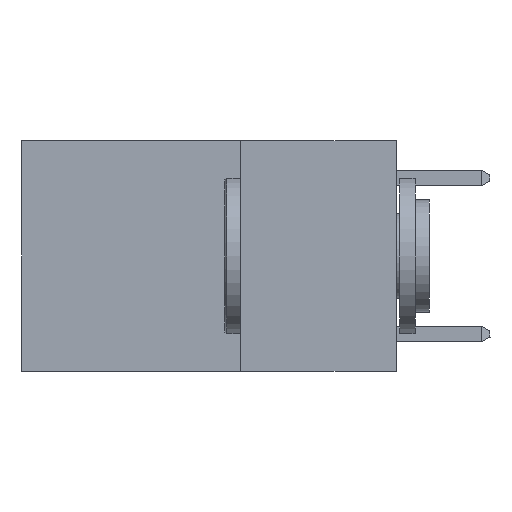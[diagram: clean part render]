
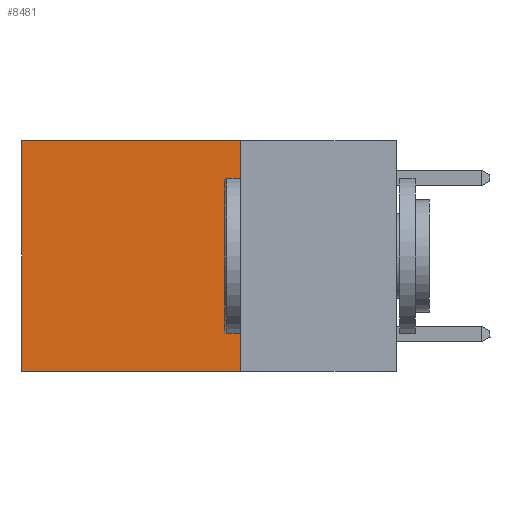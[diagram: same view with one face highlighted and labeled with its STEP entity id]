
A CAD part, left-side view. The second image highlights one B-rep face of the part: STEP entity #8481.
In plain terms, the highlighted planar face has unit normal (-1, 0, 0).
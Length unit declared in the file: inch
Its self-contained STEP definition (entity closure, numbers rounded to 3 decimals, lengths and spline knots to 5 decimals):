
#268 = VECTOR ( 'NONE', #7459, 39.37008 ) ;
#536 = AXIS2_PLACEMENT_3D ( 'NONE', #9300, #3829, #5127 ) ;
#1543 = CARTESIAN_POINT ( 'NONE',  ( 0.2625, 0.25, 0. ) ) ;
#1571 = CARTESIAN_POINT ( 'NONE',  ( 0.2625, 0.6, 0. ) ) ;
#1847 = CARTESIAN_POINT ( 'NONE',  ( 0.2625, 0.6, 0. ) ) ;
#2162 = CARTESIAN_POINT ( 'NONE',  ( 0.2625, 0.25, -0.37 ) ) ;
#2580 = VERTEX_POINT ( 'NONE', #15846 ) ;
#3073 = LINE ( 'NONE', #4119, #12071 ) ;
#3120 = VERTEX_POINT ( 'NONE', #13189 ) ;
#3401 = EDGE_LOOP ( 'NONE', ( #12127, #12147, #10224, #10442 ) ) ;
#3829 = DIRECTION ( 'NONE',  ( 1., 0., 0. ) ) ;
#3995 = FACE_OUTER_BOUND ( 'NONE', #3401, .T. ) ;
#4119 = CARTESIAN_POINT ( 'NONE',  ( 0.2625, 0.25, 0. ) ) ;
#5127 = DIRECTION ( 'NONE',  ( 0., 0., -1. ) ) ;
#7211 = VECTOR ( 'NONE', #13535, 39.37008 ) ;
#7459 = DIRECTION ( 'NONE',  ( 0., 1., 0. ) ) ;
#7704 = EDGE_CURVE ( 'NONE', #16263, #14095, #16233, .T. ) ;
#8481 = ADVANCED_FACE ( 'NONE', ( #3995 ), #10429, .F. ) ;
#8627 = EDGE_CURVE ( 'NONE', #2580, #16263, #11189, .T. ) ;
#9014 = CARTESIAN_POINT ( 'NONE',  ( 0.2625, 0.6, -0.37 ) ) ;
#9300 = CARTESIAN_POINT ( 'NONE',  ( 0.2625, 0.25, 0. ) ) ;
#10224 = ORIENTED_EDGE ( 'NONE', *, *, #13045, .F. ) ;
#10429 = PLANE ( 'NONE',  #536 ) ;
#10442 = ORIENTED_EDGE ( 'NONE', *, *, #8627, .T. ) ;
#11189 = LINE ( 'NONE', #1543, #7211 ) ;
#11313 = DIRECTION ( 'NONE',  ( 0., 0., -1. ) ) ;
#12071 = VECTOR ( 'NONE', #13499, 39.37008 ) ;
#12127 = ORIENTED_EDGE ( 'NONE', *, *, #7704, .T. ) ;
#12147 = ORIENTED_EDGE ( 'NONE', *, *, #17065, .F. ) ;
#13045 = EDGE_CURVE ( 'NONE', #2580, #3120, #3073, .T. ) ;
#13189 = CARTESIAN_POINT ( 'NONE',  ( 0.2625, 0.25, -0.37 ) ) ;
#13499 = DIRECTION ( 'NONE',  ( 0., 0., -1. ) ) ;
#13535 = DIRECTION ( 'NONE',  ( 0., 1., 0. ) ) ;
#14095 = VERTEX_POINT ( 'NONE', #9014 ) ;
#15133 = VECTOR ( 'NONE', #11313, 39.37008 ) ;
#15427 = LINE ( 'NONE', #2162, #268 ) ;
#15846 = CARTESIAN_POINT ( 'NONE',  ( 0.2625, 0.25, 0. ) ) ;
#16233 = LINE ( 'NONE', #1847, #15133 ) ;
#16263 = VERTEX_POINT ( 'NONE', #1571 ) ;
#17065 = EDGE_CURVE ( 'NONE', #3120, #14095, #15427, .T. ) ;
